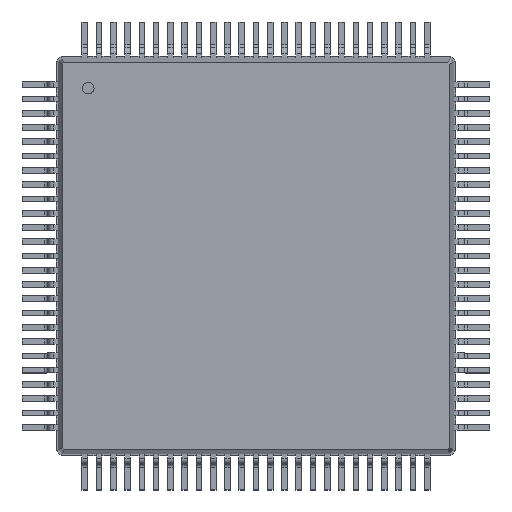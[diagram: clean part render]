
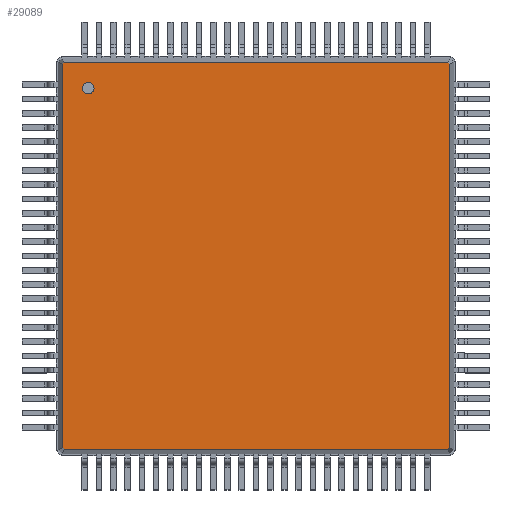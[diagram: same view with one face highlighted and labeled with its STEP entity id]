
A CAD part, top view. The second image highlights one B-rep face of the part: STEP entity #29089.
In plain terms, the highlighted planar face has unit normal (0, 0, 1).
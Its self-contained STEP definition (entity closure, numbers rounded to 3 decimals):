
#13=DIRECTION('',(0.,0.,1.));
#27=VECTOR('',#28,1.);
#28=DIRECTION('',(1.,0.,0.));
#34=VECTOR('',#35,1.);
#35=DIRECTION('',(0.,-1.,0.));
#118=VECTOR('',#119,1.);
#119=DIRECTION('',(0.707,0.707,0.));
#125=VECTOR('',#126,1.);
#126=DIRECTION('',(0.,1.,0.));
#132=VECTOR('',#133,1.);
#133=DIRECTION('',(-0.707,0.707,0.));
#139=VECTOR('',#140,1.);
#140=DIRECTION('',(-1.,0.,0.));
#146=VECTOR('',#147,1.);
#147=DIRECTION('',(-0.707,-0.707,0.));
#156=VECTOR('',#157,1.);
#157=DIRECTION('',(0.707,-0.707,0.));
#19855=VERTEX_POINT('',#19856);
#19856=CARTESIAN_POINT('',(6.713,6.776,1.6));
#19858=ORIENTED_EDGE('',*,*,#19859,.F.);
#19859=EDGE_CURVE('',#19860,#19855,#19862,.T.);
#19860=VERTEX_POINT('',#19861);
#19861=CARTESIAN_POINT('',(-6.713,6.776,1.6));
#19862=LINE('',#19861,#27);
#22098=ORIENTED_EDGE('',*,*,#22099,.F.);
#22099=EDGE_CURVE('',#22100,#19860,#22102,.T.);
#22100=VERTEX_POINT('',#22101);
#22101=CARTESIAN_POINT('',(-6.776,6.713,1.6));
#22102=LINE('',#22101,#118);
#22113=VERTEX_POINT('',#22114);
#22114=CARTESIAN_POINT('',(6.776,6.713,1.6));
#22116=ORIENTED_EDGE('',*,*,#22117,.F.);
#22117=EDGE_CURVE('',#19855,#22113,#22118,.T.);
#22118=LINE('',#19856,#156);
#22201=ORIENTED_EDGE('',*,*,#22202,.F.);
#22202=EDGE_CURVE('',#22203,#22100,#22205,.T.);
#22203=VERTEX_POINT('',#22204);
#22204=CARTESIAN_POINT('',(-6.776,-6.713,1.6));
#22205=LINE('',#22204,#125);
#24517=VERTEX_POINT('',#24518);
#24518=CARTESIAN_POINT('',(6.776,-6.713,1.6));
#24520=ORIENTED_EDGE('',*,*,#24521,.F.);
#24521=EDGE_CURVE('',#22113,#24517,#24522,.T.);
#24522=LINE('',#22114,#34);
#26755=ORIENTED_EDGE('',*,*,#26756,.F.);
#26756=EDGE_CURVE('',#26757,#22203,#26759,.T.);
#26757=VERTEX_POINT('',#26758);
#26758=CARTESIAN_POINT('',(-6.713,-6.776,1.6));
#26759=LINE('',#26758,#132);
#26770=VERTEX_POINT('',#26771);
#26771=CARTESIAN_POINT('',(6.713,-6.776,1.6));
#26773=ORIENTED_EDGE('',*,*,#26774,.F.);
#26774=EDGE_CURVE('',#24517,#26770,#26775,.T.);
#26775=LINE('',#24518,#146);
#26858=ORIENTED_EDGE('',*,*,#26859,.F.);
#26859=EDGE_CURVE('',#26770,#26757,#26860,.T.);
#26860=LINE('',#26771,#139);
#29089=ADVANCED_FACE('',(#29090,#29092),#29101,.T.);
#29090=FACE_BOUND('',#29091,.T.);
#29091=EDGE_LOOP('',(#19858,#22098,#22201,#26755,#26858,#26773,#24520,#22116));
#29092=FACE_BOUND('',#29093,.T.);
#29093=EDGE_LOOP('',(#29094));
#29094=ORIENTED_EDGE('',*,*,#29095,.F.);
#29095=EDGE_CURVE('',#29096,#29096,#29098,.T.);
#29096=VERTEX_POINT('',#29097);
#29097=CARTESIAN_POINT('',(-5.876,5.676,1.6));
#29098=CIRCLE('',#29099,0.2);
#29099=AXIS2_PLACEMENT_3D('',#29100,#13,#35);
#29100=CARTESIAN_POINT('',(-5.876,5.876,1.6));
#29101=PLANE('',#29102);
#29102=AXIS2_PLACEMENT_3D('',#19861,#13,#29103);
#29103=DIRECTION('',(0.704,-0.71,0.));
